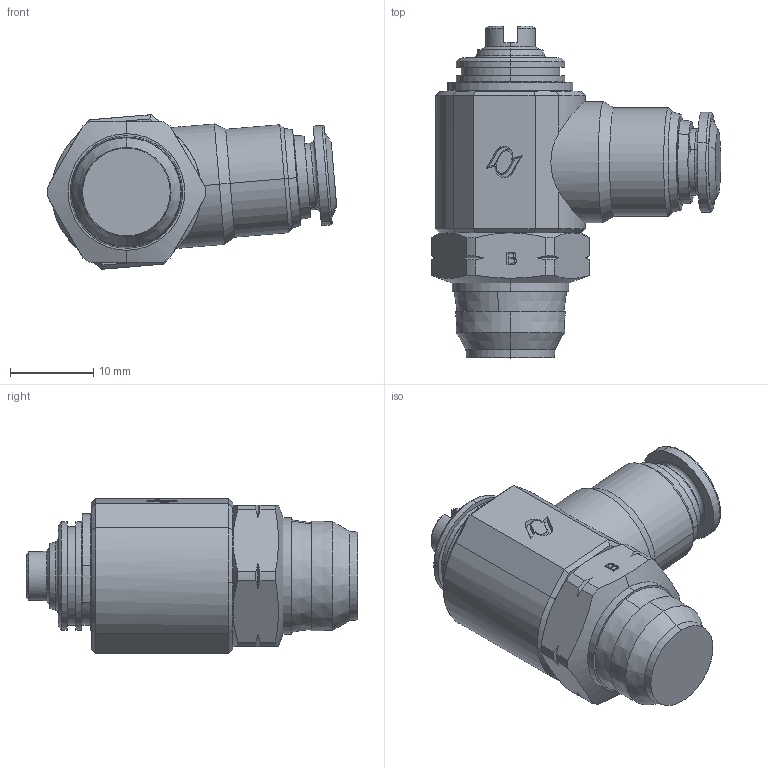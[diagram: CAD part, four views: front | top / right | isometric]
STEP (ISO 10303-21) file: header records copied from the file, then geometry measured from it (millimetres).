
FILE_DESCRIPTION (( 'STEP AP214' ), '1' );
FILE_NAME ('5792000009A.step', '2012-10-22T17:41:49', ( '' ), ( '' ), 'SwSTEP 2.0', 'SolidWorks 2012', '' );
FILE_SCHEMA (( 'AUTOMOTIVE_DESIGN' ));
Length unit declared in the file: millimetre
Products named in the file (1): 5792000009A
Bounding box: 34.74 x 39.84 x 18.56 mm (x, y, z)
Volume: 9735.4 mm3; surface area: 3332.6 mm2
Topology: 1 solids, 1 shells, 215 faces, 527 edges, 331 vertices
Faces by surface type: plane 86, cone 64, cylinder 49, bspline 10, torus 6
Entity records: 8240 total; most frequent: CARTESIAN_POINT 1900, DIRECTION 1058, ORIENTED_EDGE 1054, EDGE_CURVE 527, AXIS2_PLACEMENT_3D 403, VERTEX_POINT 331, VECTOR 252, LINE 252
